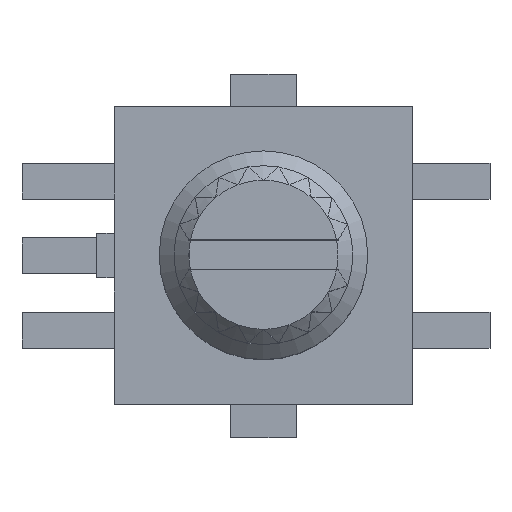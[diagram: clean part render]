
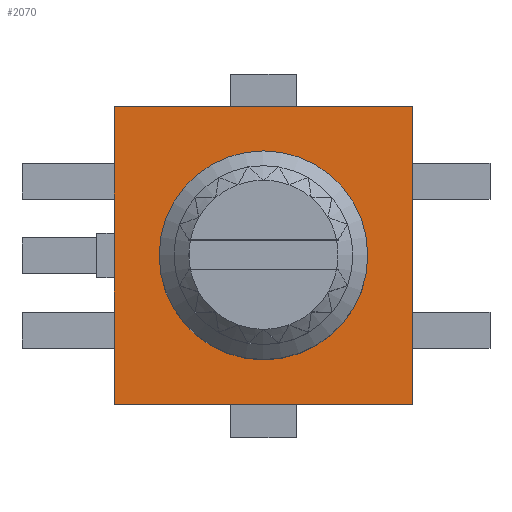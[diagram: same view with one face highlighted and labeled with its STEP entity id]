
A CAD part, top view. The second image highlights one B-rep face of the part: STEP entity #2070.
In plain terms, the highlighted planar face has unit normal (0, 0, 1).
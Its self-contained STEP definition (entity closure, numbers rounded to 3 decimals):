
#2050 = VERTEX_POINT('',#2051);
#2051 = CARTESIAN_POINT('',(3.5,0.,0.));
#2059 = EDGE_CURVE('',#2050,#2050,#2060,.T.);
#2060 = CIRCLE('',#2061,3.5);
#2061 = AXIS2_PLACEMENT_3D('',#2062,#2063,#2064);
#2062 = CARTESIAN_POINT('',(0.,0.,0.));
#2063 = DIRECTION('',(0.,0.,-1.));
#2064 = DIRECTION('',(1.,0.,0.));
#2070 = ADVANCED_FACE('',(#2071,#2121),#2124,.T.);
#2071 = FACE_BOUND('',#2072,.T.);
#2072 = EDGE_LOOP('',(#2073,#2083,#2091,#2099,#2107,#2115));
#2073 = ORIENTED_EDGE('',*,*,#2074,.T.);
#2074 = EDGE_CURVE('',#2075,#2077,#2079,.T.);
#2075 = VERTEX_POINT('',#2076);
#2076 = CARTESIAN_POINT('',(-5.,-5.,0.));
#2077 = VERTEX_POINT('',#2078);
#2078 = CARTESIAN_POINT('',(5.,-5.,0.));
#2079 = LINE('',#2080,#2081);
#2080 = CARTESIAN_POINT('',(-5.,-5.,0.));
#2081 = VECTOR('',#2082,1.);
#2082 = DIRECTION('',(1.,0.,0.));
#2083 = ORIENTED_EDGE('',*,*,#2084,.T.);
#2084 = EDGE_CURVE('',#2077,#2085,#2087,.T.);
#2085 = VERTEX_POINT('',#2086);
#2086 = CARTESIAN_POINT('',(5.,5.,0.));
#2087 = LINE('',#2088,#2089);
#2088 = CARTESIAN_POINT('',(5.,-5.,0.));
#2089 = VECTOR('',#2090,1.);
#2090 = DIRECTION('',(0.,1.,0.));
#2091 = ORIENTED_EDGE('',*,*,#2092,.T.);
#2092 = EDGE_CURVE('',#2085,#2093,#2095,.T.);
#2093 = VERTEX_POINT('',#2094);
#2094 = CARTESIAN_POINT('',(-5.,5.,0.));
#2095 = LINE('',#2096,#2097);
#2096 = CARTESIAN_POINT('',(5.,5.,0.));
#2097 = VECTOR('',#2098,1.);
#2098 = DIRECTION('',(-1.,0.,0.));
#2099 = ORIENTED_EDGE('',*,*,#2100,.T.);
#2100 = EDGE_CURVE('',#2093,#2101,#2103,.T.);
#2101 = VERTEX_POINT('',#2102);
#2102 = CARTESIAN_POINT('',(-5.,0.75,0.));
#2103 = LINE('',#2104,#2105);
#2104 = CARTESIAN_POINT('',(-5.,5.,0.));
#2105 = VECTOR('',#2106,1.);
#2106 = DIRECTION('',(0.,-1.,0.));
#2107 = ORIENTED_EDGE('',*,*,#2108,.T.);
#2108 = EDGE_CURVE('',#2101,#2109,#2111,.T.);
#2109 = VERTEX_POINT('',#2110);
#2110 = CARTESIAN_POINT('',(-5.,-0.75,0.));
#2111 = LINE('',#2112,#2113);
#2112 = CARTESIAN_POINT('',(-5.,5.,0.));
#2113 = VECTOR('',#2114,1.);
#2114 = DIRECTION('',(0.,-1.,0.));
#2115 = ORIENTED_EDGE('',*,*,#2116,.T.);
#2116 = EDGE_CURVE('',#2109,#2075,#2117,.T.);
#2117 = LINE('',#2118,#2119);
#2118 = CARTESIAN_POINT('',(-5.,5.,0.));
#2119 = VECTOR('',#2120,1.);
#2120 = DIRECTION('',(0.,-1.,0.));
#2121 = FACE_BOUND('',#2122,.T.);
#2122 = EDGE_LOOP('',(#2123));
#2123 = ORIENTED_EDGE('',*,*,#2059,.T.);
#2124 = PLANE('',#2125);
#2125 = AXIS2_PLACEMENT_3D('',#2126,#2127,#2128);
#2126 = CARTESIAN_POINT('',(0.,0.,0.));
#2127 = DIRECTION('',(0.,0.,1.));
#2128 = DIRECTION('',(0.,1.,0.));
